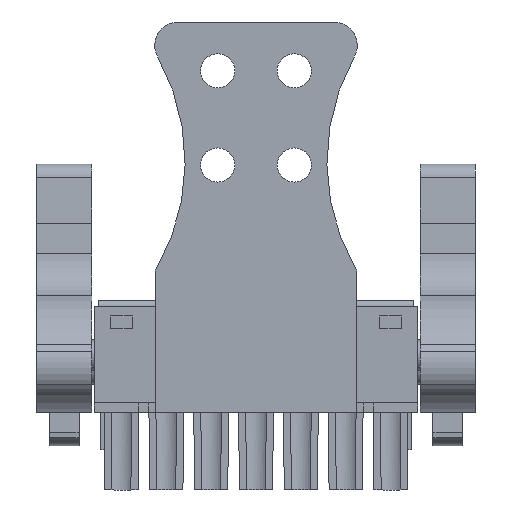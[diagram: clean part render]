
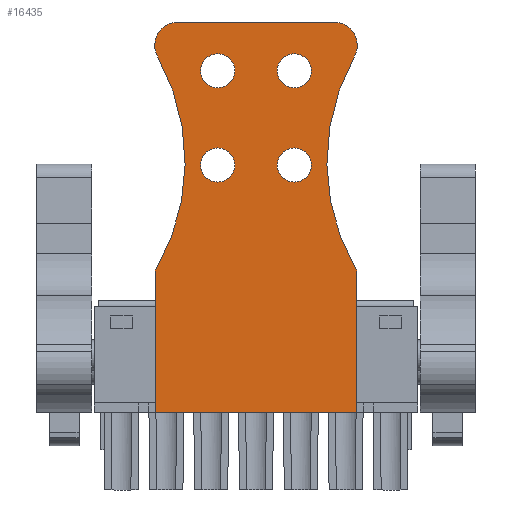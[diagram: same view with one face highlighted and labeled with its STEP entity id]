
A CAD part, front view. The second image highlights one B-rep face of the part: STEP entity #16435.
In plain terms, the highlighted planar face has unit normal (0, -1, 0).
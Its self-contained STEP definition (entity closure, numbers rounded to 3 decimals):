
#16101=AXIS2_PLACEMENT_3D('Circle Axis2P3D',#16099,#16100,$) ;
#16125=AXIS2_PLACEMENT_3D('Circle Axis2P3D',#16123,#16124,$) ;
#16173=AXIS2_PLACEMENT_3D('Circle Axis2P3D',#16171,#16172,$) ;
#16197=AXIS2_PLACEMENT_3D('Circle Axis2P3D',#16195,#16196,$) ;
#16221=AXIS2_PLACEMENT_3D('Circle Axis2P3D',#16219,#16220,$) ;
#16245=AXIS2_PLACEMENT_3D('Circle Axis2P3D',#16243,#16244,$) ;
#16269=AXIS2_PLACEMENT_3D('Circle Axis2P3D',#16267,#16268,$) ;
#16293=AXIS2_PLACEMENT_3D('Circle Axis2P3D',#16291,#16292,$) ;
#16317=AXIS2_PLACEMENT_3D('Circle Axis2P3D',#16315,#16316,$) ;
#16341=AXIS2_PLACEMENT_3D('Circle Axis2P3D',#16339,#16340,$) ;
#16365=AXIS2_PLACEMENT_3D('Circle Axis2P3D',#16363,#16364,$) ;
#16389=AXIS2_PLACEMENT_3D('Circle Axis2P3D',#16387,#16388,$) ;
#16402=AXIS2_PLACEMENT_3D('Plane Axis2P3D',#16399,#16400,#16401) ;
#15974=CARTESIAN_POINT('Vertex',(27.19,0.,18.601)) ;
#15977=CARTESIAN_POINT('Line Origine',(27.19,0.,12.6)) ;
#15981=CARTESIAN_POINT('Vertex',(27.19,0.,6.6)) ;
#16063=CARTESIAN_POINT('Vertex',(10.07,0.,6.6)) ;
#16066=CARTESIAN_POINT('Line Origine',(10.07,0.,12.6)) ;
#16070=CARTESIAN_POINT('Vertex',(10.07,0.,18.601)) ;
#16099=CARTESIAN_POINT('Axis2P3D Location',(-5.585,0.,27.873)) ;
#16103=CARTESIAN_POINT('Vertex',(10.286,0.,36.772)) ;
#16123=CARTESIAN_POINT('Axis2P3D Location',(12.03,0.,37.75)) ;
#16127=CARTESIAN_POINT('Vertex',(12.03,0.,39.75)) ;
#16147=CARTESIAN_POINT('Line Origine',(18.63,0.,39.75)) ;
#16151=CARTESIAN_POINT('Vertex',(25.23,0.,39.75)) ;
#16171=CARTESIAN_POINT('Axis2P3D Location',(25.23,0.,37.75)) ;
#16175=CARTESIAN_POINT('Vertex',(26.974,0.,36.772)) ;
#16195=CARTESIAN_POINT('Axis2P3D Location',(42.845,0.,27.873)) ;
#16216=CARTESIAN_POINT('Vertex',(16.83,0.,27.6)) ;
#16219=CARTESIAN_POINT('Axis2P3D Location',(15.38,0.,27.6)) ;
#16223=CARTESIAN_POINT('Vertex',(13.93,0.,27.6)) ;
#16243=CARTESIAN_POINT('Axis2P3D Location',(15.38,0.,27.6)) ;
#16264=CARTESIAN_POINT('Vertex',(13.93,0.,35.6)) ;
#16267=CARTESIAN_POINT('Axis2P3D Location',(15.38,0.,35.6)) ;
#16271=CARTESIAN_POINT('Vertex',(16.83,0.,35.6)) ;
#16291=CARTESIAN_POINT('Axis2P3D Location',(15.38,0.,35.6)) ;
#16312=CARTESIAN_POINT('Vertex',(20.43,0.,27.6)) ;
#16315=CARTESIAN_POINT('Axis2P3D Location',(21.88,0.,27.6)) ;
#16319=CARTESIAN_POINT('Vertex',(23.33,0.,27.6)) ;
#16339=CARTESIAN_POINT('Axis2P3D Location',(21.88,0.,27.6)) ;
#16360=CARTESIAN_POINT('Vertex',(20.43,0.,35.6)) ;
#16363=CARTESIAN_POINT('Axis2P3D Location',(21.88,0.,35.6)) ;
#16367=CARTESIAN_POINT('Vertex',(23.33,0.,35.6)) ;
#16387=CARTESIAN_POINT('Axis2P3D Location',(21.88,0.,35.6)) ;
#16399=CARTESIAN_POINT('Axis2P3D Location',(2.995,0.,-2.35)) ;
#16404=CARTESIAN_POINT('Line Origine',(18.63,0.,6.6)) ;
#15978=DIRECTION('Vector Direction',(0.,0.,-1.)) ;
#16067=DIRECTION('Vector Direction',(0.,0.,1.)) ;
#16100=DIRECTION('Axis2P3D Direction',(0.,1.,-0.)) ;
#16124=DIRECTION('Axis2P3D Direction',(0.,1.,0.)) ;
#16148=DIRECTION('Vector Direction',(-1.,0.,0.)) ;
#16172=DIRECTION('Axis2P3D Direction',(0.,1.,-0.)) ;
#16196=DIRECTION('Axis2P3D Direction',(0.,1.,0.)) ;
#16220=DIRECTION('Axis2P3D Direction',(0.,1.,0.)) ;
#16244=DIRECTION('Axis2P3D Direction',(0.,1.,0.)) ;
#16268=DIRECTION('Axis2P3D Direction',(0.,1.,-0.)) ;
#16292=DIRECTION('Axis2P3D Direction',(0.,1.,-0.)) ;
#16316=DIRECTION('Axis2P3D Direction',(0.,1.,0.)) ;
#16340=DIRECTION('Axis2P3D Direction',(0.,1.,-0.)) ;
#16364=DIRECTION('Axis2P3D Direction',(0.,1.,0.)) ;
#16388=DIRECTION('Axis2P3D Direction',(0.,1.,-0.)) ;
#16400=DIRECTION('Axis2P3D Direction',(0.,1.,-0.)) ;
#16401=DIRECTION('Axis2P3D XDirection',(-1.,0.,0.)) ;
#16405=DIRECTION('Vector Direction',(1.,0.,0.)) ;
#15979=VECTOR('Line Direction',#15978,1.) ;
#16068=VECTOR('Line Direction',#16067,1.) ;
#16149=VECTOR('Line Direction',#16148,1.) ;
#16406=VECTOR('Line Direction',#16405,1.) ;
#16410=ORIENTED_EDGE('',*,*,#16199,.F.) ;
#16411=ORIENTED_EDGE('',*,*,#16177,.F.) ;
#16412=ORIENTED_EDGE('',*,*,#16153,.F.) ;
#16413=ORIENTED_EDGE('',*,*,#16129,.F.) ;
#16414=ORIENTED_EDGE('',*,*,#16105,.F.) ;
#16415=ORIENTED_EDGE('',*,*,#16072,.F.) ;
#16416=ORIENTED_EDGE('',*,*,#16408,.F.) ;
#16417=ORIENTED_EDGE('',*,*,#15983,.F.) ;
#16420=ORIENTED_EDGE('',*,*,#16247,.T.) ;
#16421=ORIENTED_EDGE('',*,*,#16225,.T.) ;
#16424=ORIENTED_EDGE('',*,*,#16295,.T.) ;
#16425=ORIENTED_EDGE('',*,*,#16273,.T.) ;
#16428=ORIENTED_EDGE('',*,*,#16343,.T.) ;
#16429=ORIENTED_EDGE('',*,*,#16321,.T.) ;
#16432=ORIENTED_EDGE('',*,*,#16391,.T.) ;
#16433=ORIENTED_EDGE('',*,*,#16369,.T.) ;
#16422=FACE_BOUND('',#16419,.T.) ;
#16426=FACE_BOUND('',#16423,.T.) ;
#16430=FACE_BOUND('',#16427,.T.) ;
#16434=FACE_BOUND('',#16431,.T.) ;
#16435=ADVANCED_FACE('Strain relief',(#16418,#16422,#16426,#16430,#16434),#16403,.F.) ;
#16102=CIRCLE('generated circle',#16101,18.195) ;
#16126=CIRCLE('generated circle',#16125,2.) ;
#16174=CIRCLE('generated circle',#16173,2.) ;
#16198=CIRCLE('generated circle',#16197,18.195) ;
#16222=CIRCLE('generated circle',#16221,1.45) ;
#16246=CIRCLE('generated circle',#16245,1.45) ;
#16270=CIRCLE('generated circle',#16269,1.45) ;
#16294=CIRCLE('generated circle',#16293,1.45) ;
#16318=CIRCLE('generated circle',#16317,1.45) ;
#16342=CIRCLE('generated circle',#16341,1.45) ;
#16366=CIRCLE('generated circle',#16365,1.45) ;
#16390=CIRCLE('generated circle',#16389,1.45) ;
#15983=EDGE_CURVE('',#15975,#15982,#15980,.T.) ;
#16072=EDGE_CURVE('',#16064,#16071,#16069,.T.) ;
#16105=EDGE_CURVE('',#16071,#16104,#16102,.F.) ;
#16129=EDGE_CURVE('',#16104,#16128,#16126,.T.) ;
#16153=EDGE_CURVE('',#16128,#16152,#16150,.F.) ;
#16177=EDGE_CURVE('',#16152,#16176,#16174,.T.) ;
#16199=EDGE_CURVE('',#16176,#15975,#16198,.F.) ;
#16225=EDGE_CURVE('',#16224,#16217,#16222,.T.) ;
#16247=EDGE_CURVE('',#16217,#16224,#16246,.T.) ;
#16273=EDGE_CURVE('',#16272,#16265,#16270,.T.) ;
#16295=EDGE_CURVE('',#16265,#16272,#16294,.T.) ;
#16321=EDGE_CURVE('',#16320,#16313,#16318,.T.) ;
#16343=EDGE_CURVE('',#16313,#16320,#16342,.T.) ;
#16369=EDGE_CURVE('',#16368,#16361,#16366,.T.) ;
#16391=EDGE_CURVE('',#16361,#16368,#16390,.T.) ;
#16408=EDGE_CURVE('',#15982,#16064,#16407,.F.) ;
#16409=EDGE_LOOP('',(#16410,#16411,#16412,#16413,#16414,#16415,#16416,#16417)) ;
#16419=EDGE_LOOP('',(#16420,#16421)) ;
#16423=EDGE_LOOP('',(#16424,#16425)) ;
#16427=EDGE_LOOP('',(#16428,#16429)) ;
#16431=EDGE_LOOP('',(#16432,#16433)) ;
#16418=FACE_OUTER_BOUND('',#16409,.T.) ;
#15980=LINE('Line',#15977,#15979) ;
#16069=LINE('Line',#16066,#16068) ;
#16150=LINE('Line',#16147,#16149) ;
#16407=LINE('Line',#16404,#16406) ;
#16403=PLANE('',#16402) ;
#15975=VERTEX_POINT('',#15974) ;
#15982=VERTEX_POINT('',#15981) ;
#16064=VERTEX_POINT('',#16063) ;
#16071=VERTEX_POINT('',#16070) ;
#16104=VERTEX_POINT('',#16103) ;
#16128=VERTEX_POINT('',#16127) ;
#16152=VERTEX_POINT('',#16151) ;
#16176=VERTEX_POINT('',#16175) ;
#16217=VERTEX_POINT('',#16216) ;
#16224=VERTEX_POINT('',#16223) ;
#16265=VERTEX_POINT('',#16264) ;
#16272=VERTEX_POINT('',#16271) ;
#16313=VERTEX_POINT('',#16312) ;
#16320=VERTEX_POINT('',#16319) ;
#16361=VERTEX_POINT('',#16360) ;
#16368=VERTEX_POINT('',#16367) ;
